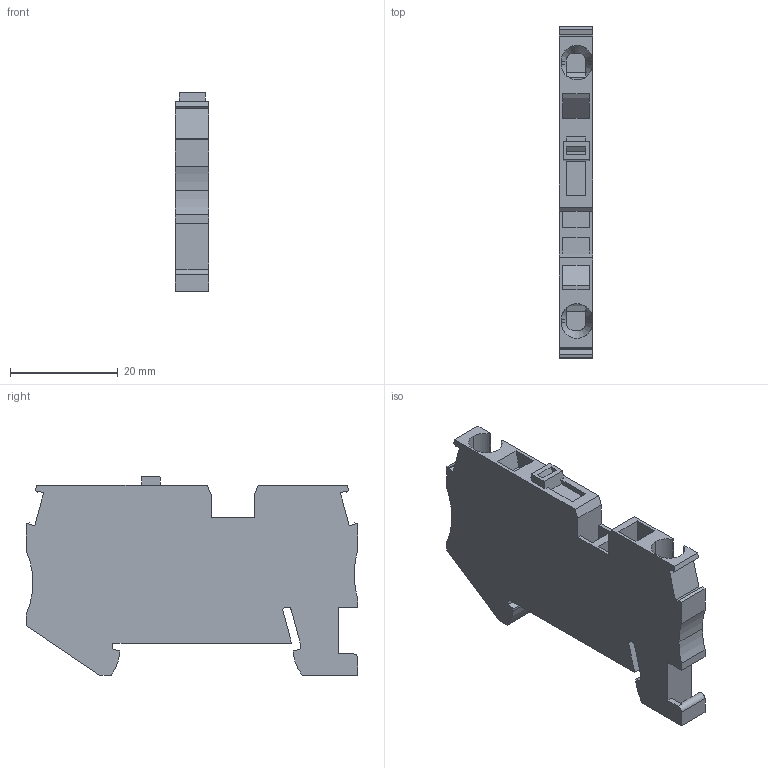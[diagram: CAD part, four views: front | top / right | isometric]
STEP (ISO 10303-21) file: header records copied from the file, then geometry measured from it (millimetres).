
FILE_DESCRIPTION(('STEP AP214'),'1');
FILE_NAME('cctmp_301E5C87-C652-4989-8E17-1D00817142CC_2023_07_24_21_35_25_0595..stp','2023-07-24T19:35:25',('SIEMENS A&D'),('CADClick - www.CADClick.com'),'Spatial InterOp 3D postprocessed',' ','unknown authorization');
FILE_SCHEMA(('AUTOMOTIVE_DESIGN'));
Length unit declared in the file: millimetre
Products named in the file (1): 2023_07_24_21_35_25_0595
Bounding box: 6.15 x 61.5 x 36.85 mm (x, y, z)
Volume: 9617.5 mm3; surface area: 6101.7 mm2
Topology: 1 solids, 1 shells, 154 faces, 428 edges, 280 vertices
Faces by surface type: plane 117, cylinder 31, cone 6
Entity records: 6347 total; most frequent: CARTESIAN_POINT 1877, ORIENTED_EDGE 856, DIRECTION 789, EDGE_CURVE 428, LINE 341, VECTOR 341, VERTEX_POINT 280, AXIS2_PLACEMENT_3D 224
